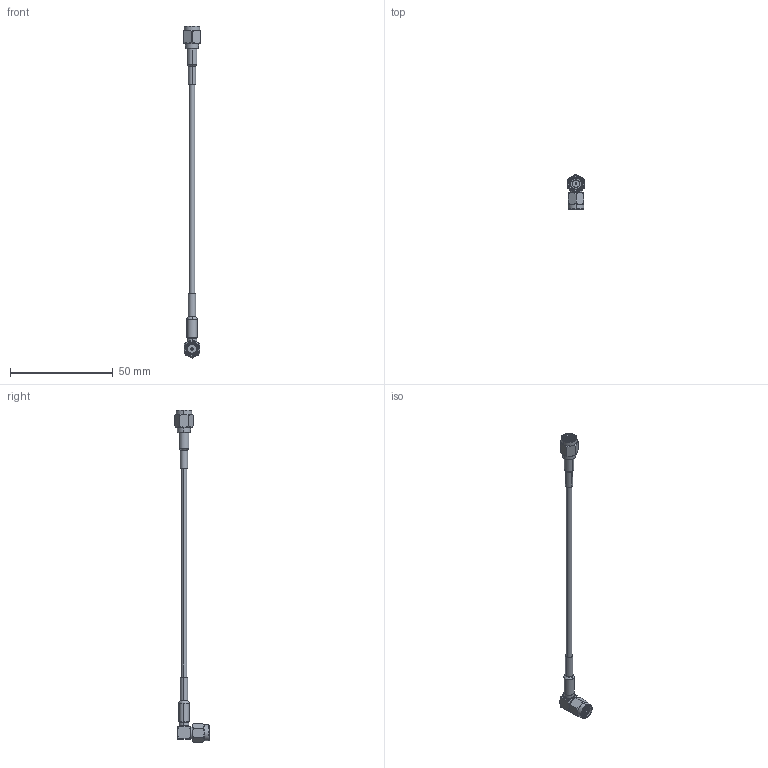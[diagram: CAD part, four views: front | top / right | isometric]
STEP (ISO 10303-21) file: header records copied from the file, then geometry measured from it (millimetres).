
FILE_DESCRIPTION (( 'STEP AP203' ), '1' );
FILE_NAME ('PE3W07225.step', '2020-09-09T16:40:42', ( '' ), ( '' ), 'SwSTEP 2.0', 'SolidWorks 2018', '' );
FILE_SCHEMA (( 'CONFIG_CONTROL_DESIGN' ));
Length unit declared in the file: inch
Products named in the file (4): PE3W07225; TC-100-SM^PE3W07225_HeatShrink; PE4785^PE3W07225_Heat Shrink; RG174A-U^PE3W07225_RG174A-U
Assembly tree (3 placements, depth 2):
  PE3W07225
    RG174A-U^PE3W07225_RG174A-U
    TC-100-SM^PE3W07225_HeatShrink
    PE4785^PE3W07225_Heat Shrink
Bounding box: 7.94 x 16.83 x 161.89 mm (x, y, z)
Volume: 2178.4 mm3; surface area: 2690.1 mm2
Topology: 3 solids, 3 shells, 201 faces, 477 edges, 295 vertices
Faces by surface type: cylinder 73, plane 57, cone 53, bspline 10, torus 8
Entity records: 8488 total; most frequent: CARTESIAN_POINT 3701, ORIENTED_EDGE 954, DIRECTION 890, EDGE_CURVE 477, AXIS2_PLACEMENT_3D 371, VERTEX_POINT 295, EDGE_LOOP 214, FACE_OUTER_BOUND 201
